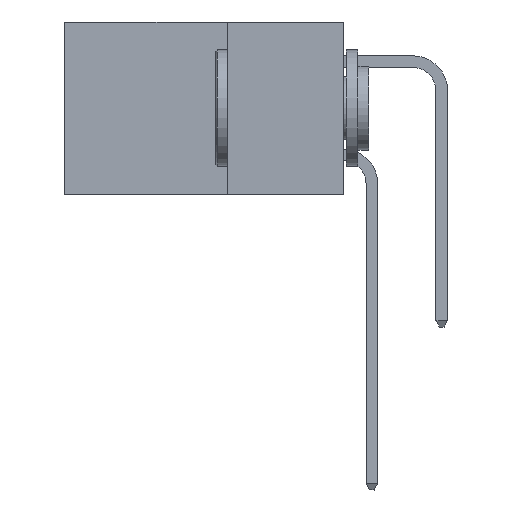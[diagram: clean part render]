
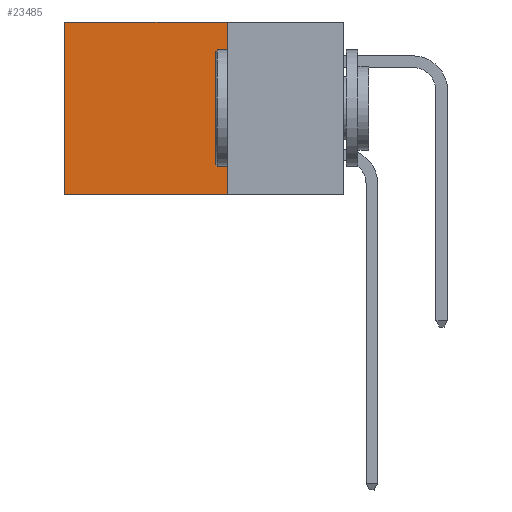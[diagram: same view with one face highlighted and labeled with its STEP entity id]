
A CAD part, left-side view. The second image highlights one B-rep face of the part: STEP entity #23485.
In plain terms, the highlighted planar face has unit normal (-1, 0, 0).
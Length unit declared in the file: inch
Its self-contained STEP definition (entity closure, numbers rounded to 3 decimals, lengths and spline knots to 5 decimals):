
#875 = AXIS2_PLACEMENT_3D ( 'NONE', #18064, #23738, #4475 ) ;
#996 = VERTEX_POINT ( 'NONE', #15147 ) ;
#1567 = ORIENTED_EDGE ( 'NONE', *, *, #22119, .F. ) ;
#1718 = CARTESIAN_POINT ( 'NONE',  ( 0.298, 0.25, 0. ) ) ;
#2930 = LINE ( 'NONE', #22942, #21743 ) ;
#4475 = DIRECTION ( 'NONE',  ( 0., 0., -1. ) ) ;
#5684 = ORIENTED_EDGE ( 'NONE', *, *, #6961, .T. ) ;
#6961 = EDGE_CURVE ( 'NONE', #15736, #996, #13790, .T. ) ;
#9758 = CARTESIAN_POINT ( 'NONE',  ( 0.298, 0.25, -0.37 ) ) ;
#10147 = VECTOR ( 'NONE', #22297, 39.37008 ) ;
#10826 = LINE ( 'NONE', #14054, #23019 ) ;
#10881 = VERTEX_POINT ( 'NONE', #21323 ) ;
#12497 = CARTESIAN_POINT ( 'NONE',  ( 0.298, 0.25, 0. ) ) ;
#13002 = ORIENTED_EDGE ( 'NONE', *, *, #23656, .F. ) ;
#13752 = DIRECTION ( 'NONE',  ( 0., 1., 0. ) ) ;
#13769 = VERTEX_POINT ( 'NONE', #16944 ) ;
#13790 = LINE ( 'NONE', #12497, #10147 ) ;
#14054 = CARTESIAN_POINT ( 'NONE',  ( 0.298, 0.6, 0. ) ) ;
#14285 = PLANE ( 'NONE',  #875 ) ;
#15147 = CARTESIAN_POINT ( 'NONE',  ( 0.298, 0.6, 0. ) ) ;
#15736 = VERTEX_POINT ( 'NONE', #1718 ) ;
#16944 = CARTESIAN_POINT ( 'NONE',  ( 0.298, 0.25, -0.37 ) ) ;
#18064 = CARTESIAN_POINT ( 'NONE',  ( 0.298, 0.25, 0. ) ) ;
#18234 = ORIENTED_EDGE ( 'NONE', *, *, #19020, .T. ) ;
#19020 = EDGE_CURVE ( 'NONE', #996, #10881, #10826, .T. ) ;
#19182 = VECTOR ( 'NONE', #13752, 39.37008 ) ;
#19581 = DIRECTION ( 'NONE',  ( 0., 0., -1. ) ) ;
#19960 = DIRECTION ( 'NONE',  ( 0., 0., -1. ) ) ;
#19991 = FACE_OUTER_BOUND ( 'NONE', #22510, .T. ) ;
#21323 = CARTESIAN_POINT ( 'NONE',  ( 0.298, 0.6, -0.37 ) ) ;
#21743 = VECTOR ( 'NONE', #19581, 39.37008 ) ;
#22119 = EDGE_CURVE ( 'NONE', #13769, #10881, #23290, .T. ) ;
#22297 = DIRECTION ( 'NONE',  ( 0., 1., 0. ) ) ;
#22510 = EDGE_LOOP ( 'NONE', ( #18234, #1567, #13002, #5684 ) ) ;
#22942 = CARTESIAN_POINT ( 'NONE',  ( 0.298, 0.25, 0. ) ) ;
#23019 = VECTOR ( 'NONE', #19960, 39.37008 ) ;
#23290 = LINE ( 'NONE', #9758, #19182 ) ;
#23485 = ADVANCED_FACE ( 'NONE', ( #19991 ), #14285, .F. ) ;
#23656 = EDGE_CURVE ( 'NONE', #15736, #13769, #2930, .T. ) ;
#23738 = DIRECTION ( 'NONE',  ( 1., 0., 0. ) ) ;
